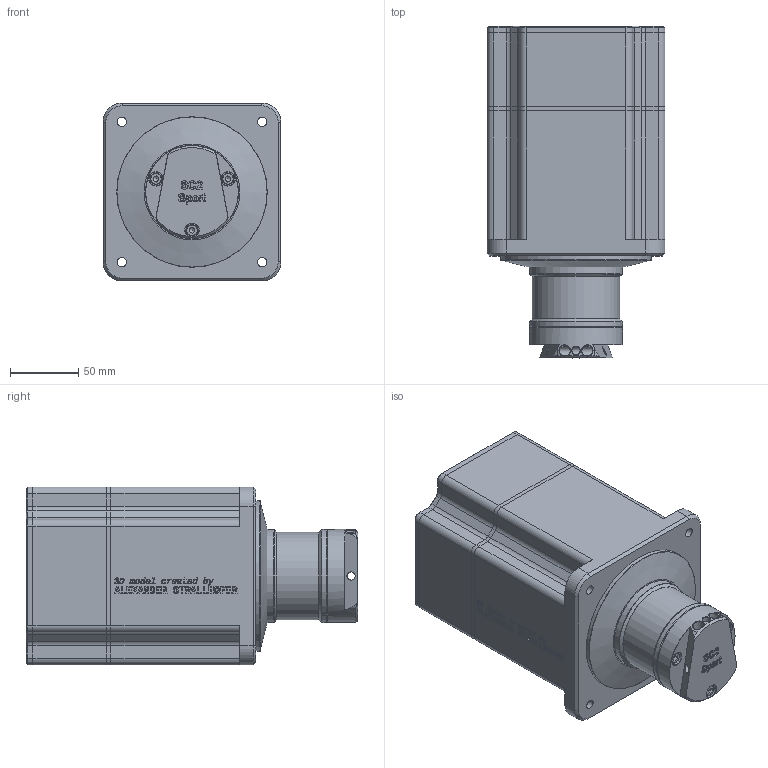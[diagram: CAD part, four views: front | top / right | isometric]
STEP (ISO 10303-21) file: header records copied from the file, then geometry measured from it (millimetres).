
FILE_DESCRIPTION(/* description */ (''),/* implementation_level */ '2;1');
FILE_NAME(/* name */ 'Simucube2_Sport.step',/* time_stamp */ '2023-02-04T23:26:01+01:00',/* author */ (''),/* organization */ (''),/* preprocessor_version */ 'ST-DEVELOPER v19.2',/* originating_system */ 'Autodesk Translation Framework v11.17.0.187',/* authorisation */ '');
FILE_SCHEMA (('AUTOMOTIVE_DESIGN { 1 0 10303 214 3 1 1 }'));
Products named in the file (4): Simucube2_Sport; din_912-m5x0_8-10-8_8; din_912-m5x0_8-10-8_8 v1(Spiegeln); din_912-m5x0_8-25-8_8
Assembly tree (3 placements, depth 2):
  Simucube2_Sport
    din_912-m5x0_8-10-8_8
    din_912-m5x0_8-10-8_8 v1(Spiegeln)
    din_912-m5x0_8-25-8_8
Bounding box: 130 x 242.5 x 130 mm (x, y, z)
Volume: 1338428.9 mm3; surface area: 246010 mm2
Topology: 8 solids, 8 shells, 1879 faces, 5170 edges, 3424 vertices
Faces by surface type: plane 869, bspline 860, cylinder 103, cone 44, torus 3
Full cylindrical faces by diameter (mm): 4.234 x3, 5 x3, 5.5 x3, 6 x2, 6.779 x4, 8 x2, 8.5 x3, 10 x3, 64 x1, 68 x3, 110 x4
Entity records: 68526 total; most frequent: CARTESIAN_POINT 26281, ORIENTED_EDGE 10328, DIRECTION 5721, EDGE_CURVE 5164, VERTEX_POINT 3424, LINE 3123, VECTOR 3123, EDGE_LOOP 2030
